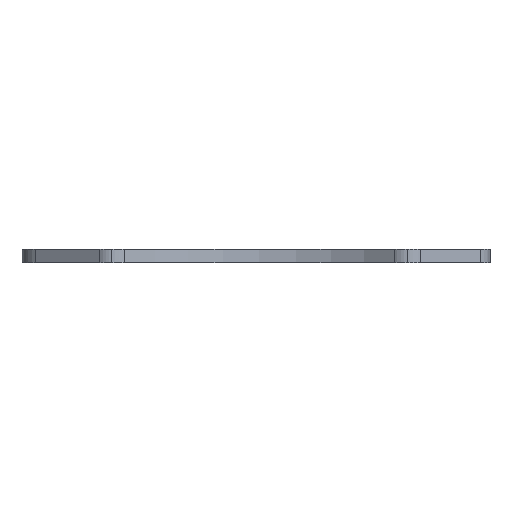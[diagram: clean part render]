
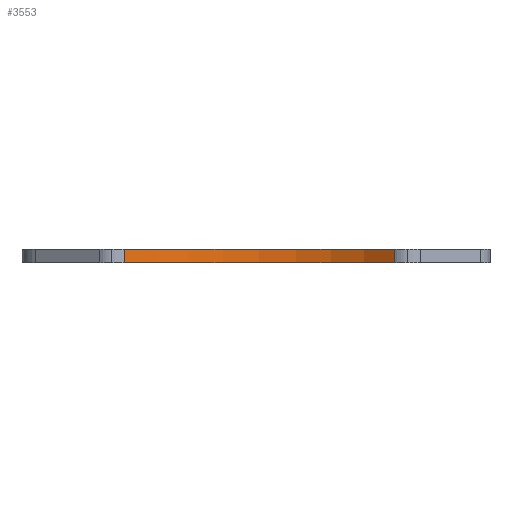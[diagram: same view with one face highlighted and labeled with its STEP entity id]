
A CAD part, left-side view. The second image highlights one B-rep face of the part: STEP entity #3553.
In plain terms, the highlighted cylindrical face has radius 80 mm (diameter 160 mm), a partial arc.
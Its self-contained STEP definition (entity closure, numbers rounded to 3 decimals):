
#31 = CARTESIAN_POINT ( 'NONE',  ( -127.435, 136.664, 0. ) ) ;
#266 = VERTEX_POINT ( 'NONE', #1544 ) ;
#418 = VERTEX_POINT ( 'NONE', #1434 ) ;
#534 = ORIENTED_EDGE ( 'NONE', *, *, #1921, .T. ) ;
#584 = ORIENTED_EDGE ( 'NONE', *, *, #3263, .F. ) ;
#645 = EDGE_CURVE ( 'NONE', #266, #1428, #2833, .T. ) ;
#712 = DIRECTION ( 'NONE',  ( 0., 0., -1. ) ) ;
#942 = FACE_OUTER_BOUND ( 'NONE', #3544, .T. ) ;
#997 = CYLINDRICAL_SURFACE ( 'NONE', #3486, 80. ) ;
#1117 = DIRECTION ( 'NONE',  ( 0., 0., -1. ) ) ;
#1250 = VERTEX_POINT ( 'NONE', #1327 ) ;
#1327 = CARTESIAN_POINT ( 'NONE',  ( -127.146, 35.68, 5. ) ) ;
#1342 = CARTESIAN_POINT ( 'NONE',  ( -189.343, 85.995, 5. ) ) ;
#1428 = VERTEX_POINT ( 'NONE', #31 ) ;
#1434 = CARTESIAN_POINT ( 'NONE',  ( -127.146, 35.68, 0. ) ) ;
#1544 = CARTESIAN_POINT ( 'NONE',  ( -127.435, 136.664, 5. ) ) ;
#1784 = DIRECTION ( 'NONE',  ( -1., 0., 0. ) ) ;
#1921 = EDGE_CURVE ( 'NONE', #1428, #418, #2770, .T. ) ;
#2063 = DIRECTION ( 'NONE',  ( 0., 0., -1. ) ) ;
#2091 = ORIENTED_EDGE ( 'NONE', *, *, #645, .T. ) ;
#2386 = DIRECTION ( 'NONE',  ( 0., 0., -1. ) ) ;
#2650 = CARTESIAN_POINT ( 'NONE',  ( -189.343, 85.995, 5. ) ) ;
#2770 = CIRCLE ( 'NONE', #3416, 80. ) ;
#2833 = LINE ( 'NONE', #4208, #3288 ) ;
#2853 = LINE ( 'NONE', #3120, #3915 ) ;
#3052 = CIRCLE ( 'NONE', #3342, 80. ) ;
#3120 = CARTESIAN_POINT ( 'NONE',  ( -127.146, 35.68, 5. ) ) ;
#3263 = EDGE_CURVE ( 'NONE', #266, #1250, #3052, .T. ) ;
#3288 = VECTOR ( 'NONE', #1117, 1000. ) ;
#3342 = AXIS2_PLACEMENT_3D ( 'NONE', #1342, #2386, #3690 ) ;
#3416 = AXIS2_PLACEMENT_3D ( 'NONE', #3457, #712, #1784 ) ;
#3420 = DIRECTION ( 'NONE',  ( -1., 0., 0. ) ) ;
#3457 = CARTESIAN_POINT ( 'NONE',  ( -189.343, 85.995, 0. ) ) ;
#3486 = AXIS2_PLACEMENT_3D ( 'NONE', #2650, #2063, #3420 ) ;
#3544 = EDGE_LOOP ( 'NONE', ( #534, #3667, #584, #2091 ) ) ;
#3553 = ADVANCED_FACE ( 'NONE', ( #942 ), #997, .F. ) ;
#3667 = ORIENTED_EDGE ( 'NONE', *, *, #3689, .F. ) ;
#3689 = EDGE_CURVE ( 'NONE', #1250, #418, #2853, .T. ) ;
#3690 = DIRECTION ( 'NONE',  ( -1., 0., 0. ) ) ;
#3798 = DIRECTION ( 'NONE',  ( 0., 0., -1. ) ) ;
#3915 = VECTOR ( 'NONE', #3798, 1000. ) ;
#4208 = CARTESIAN_POINT ( 'NONE',  ( -127.435, 136.664, 5. ) ) ;
